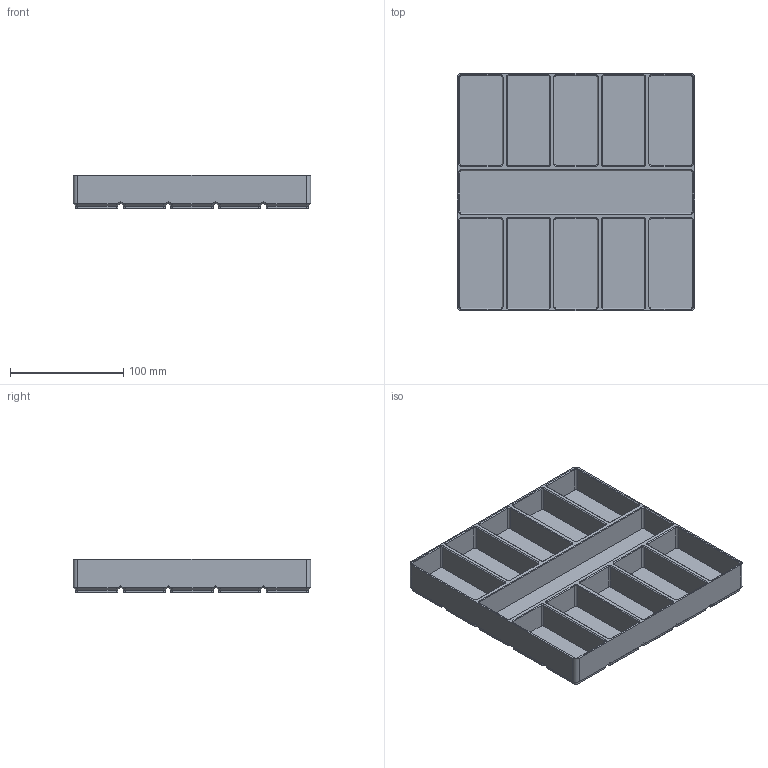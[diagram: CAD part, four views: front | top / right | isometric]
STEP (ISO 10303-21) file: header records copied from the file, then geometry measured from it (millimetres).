
FILE_DESCRIPTION(('Creo Elements/Direct Modeling STEP Export'),'2;1');
FILE_NAME('Gridfinity-5x5x30-13.stp','2022-12-21T15:35:05',(''),(''),'Creo Elements/Direct Modeling STEP processor for AP214 (Solid Model)','Creo Elements/Direct Modeling 20.3A 20-Jun-2020 (C) Parametric Technology GmbH','');
FILE_SCHEMA(('AUTOMOTIVE_DESIGN { 1 0 10303 214 1 1 1 1 }'));
Length unit declared in the file: millimetre
Products named in the file (2): 5x5x30-13
Assembly tree (1 placements, depth 2):
  5x5x30-13
    5x5x30-13
Bounding box: 209.5 x 209.5 x 30 mm (x, y, z)
Volume: 406131.3 mm3; surface area: 190656 mm2
Topology: 1 solids, 1 shells, 1421 faces, 3032 edges, 1824 vertices
Faces by surface type: plane 629, cylinder 548, cone 244
Entity records: 42420 total; most frequent: CARTESIAN_POINT 12652, DIRECTION 6108, ORIENTED_EDGE 6064, EDGE_CURVE 3032, AXIS2_PLACEMENT_3D 2214, VERTEX_POINT 1824, VECTOR 1680, LINE 1680
